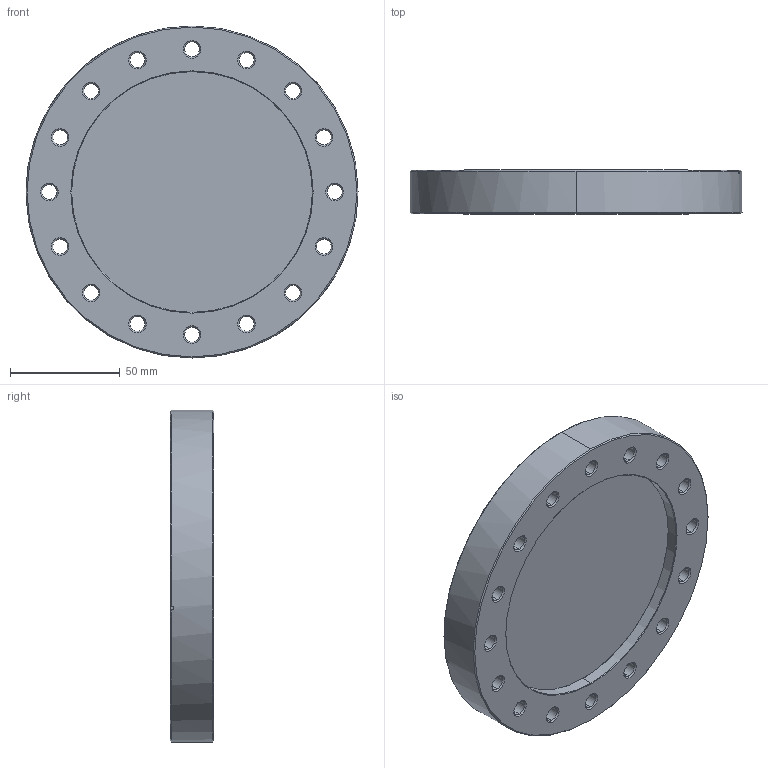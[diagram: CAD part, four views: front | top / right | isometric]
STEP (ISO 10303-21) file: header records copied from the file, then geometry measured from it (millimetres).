
FILE_DESCRIPTION (( 'STEP AP214' ), '1' );
FILE_NAME ('Hositrad_CF100-BRT.STEP', '2017-04-28T12:52:30', ( 'Gebruiker' ), ( '' ), 'SwSTEP 2.0', 'SolidWorks 2017', '' );
FILE_SCHEMA (( 'AUTOMOTIVE_DESIGN' ));
Length unit declared in the file: millimetre
Products named in the file (3): NW100CF-R-InnerBlank; CF100-BRT-outerring_CF100-108; Hositrad_CF100-BRT
Assembly tree (2 placements, depth 2):
  Hositrad_CF100-BRT
    CF100-BRT-outerring_CF100-108
    NW100CF-R-InnerBlank
Bounding box: 151.6 x 19.9 x 151.6 mm (x, y, z)
Volume: 279948.1 mm3; surface area: 66755.9 mm2
Topology: 2 solids, 2 shells, 134 faces, 312 edges, 182 vertices
Faces by surface type: cone 82, cylinder 40, plane 12
Entity records: 4362 total; most frequent: DIRECTION 752, CARTESIAN_POINT 657, ORIENTED_EDGE 624, EDGE_CURVE 312, AXIS2_PLACEMENT_3D 309, VERTEX_POINT 182, CIRCLE 170, EDGE_LOOP 168
